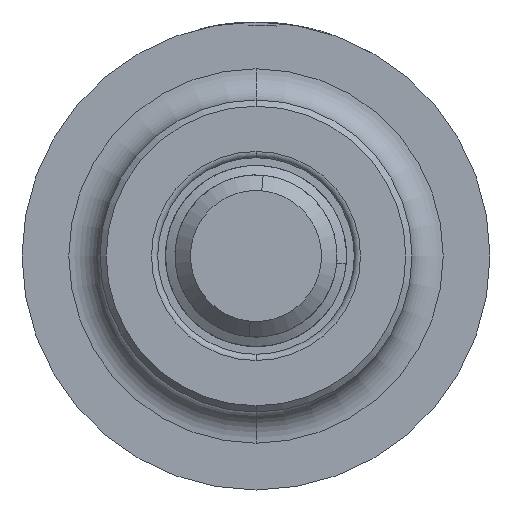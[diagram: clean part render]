
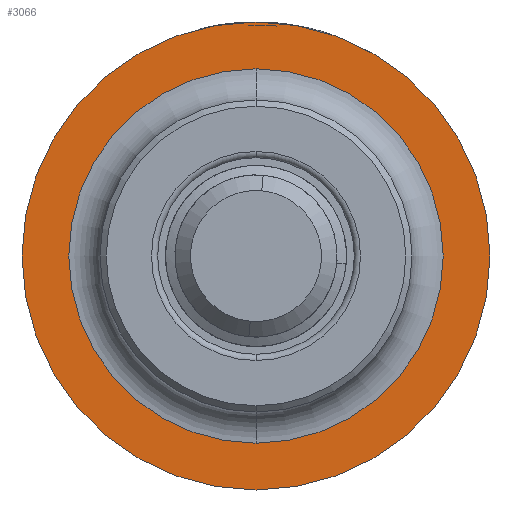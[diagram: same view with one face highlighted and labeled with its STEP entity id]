
A CAD part, front view. The second image highlights one B-rep face of the part: STEP entity #3066.
In plain terms, the highlighted planar face has unit normal (0, -1, 0).
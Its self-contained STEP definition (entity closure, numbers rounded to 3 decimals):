
#39 = DIRECTION ( 'NONE',  ( 0., -1., 0. ) ) ;
#184 = DIRECTION ( 'NONE',  ( 0., -1., 0. ) ) ;
#259 = AXIS2_PLACEMENT_3D ( 'NONE', #2580, #39, #5194 ) ;
#606 = EDGE_LOOP ( 'NONE', ( #2659, #3396 ) ) ;
#724 = EDGE_CURVE ( 'NONE', #1928, #4067, #1525, .T. ) ;
#824 = CIRCLE ( 'NONE', #1415, 6. ) ;
#976 = EDGE_LOOP ( 'NONE', ( #5493, #3954 ) ) ;
#1004 = EDGE_CURVE ( 'NONE', #4067, #1928, #2918, .T. ) ;
#1105 = CARTESIAN_POINT ( 'NONE',  ( 0., 12.42, 0. ) ) ;
#1257 = AXIS2_PLACEMENT_3D ( 'NONE', #1888, #5972, #2880 ) ;
#1415 = AXIS2_PLACEMENT_3D ( 'NONE', #6693, #5656, #5682 ) ;
#1525 = CIRCLE ( 'NONE', #6057, 7.5 ) ;
#1557 = EDGE_CURVE ( 'NONE', #5084, #5606, #4397, .T. ) ;
#1696 = DIRECTION ( 'NONE',  ( 0., 0., -1. ) ) ;
#1888 = CARTESIAN_POINT ( 'NONE',  ( 6., 12.42, 0. ) ) ;
#1928 = VERTEX_POINT ( 'NONE', #2693 ) ;
#2580 = CARTESIAN_POINT ( 'NONE',  ( 0., 12.42, 0. ) ) ;
#2659 = ORIENTED_EDGE ( 'NONE', *, *, #724, .T. ) ;
#2693 = CARTESIAN_POINT ( 'NONE',  ( 0., 12.42, -7.5 ) ) ;
#2803 = CARTESIAN_POINT ( 'NONE',  ( 0., 12.42, 6. ) ) ;
#2880 = DIRECTION ( 'NONE',  ( 0., 0., -1. ) ) ;
#2918 = CIRCLE ( 'NONE', #259, 7.5 ) ;
#3066 = ADVANCED_FACE ( 'NONE', ( #5436, #3913 ), #4429, .T. ) ;
#3396 = ORIENTED_EDGE ( 'NONE', *, *, #1004, .T. ) ;
#3654 = DIRECTION ( 'NONE',  ( 0., -1., 0. ) ) ;
#3761 = DIRECTION ( 'NONE',  ( 0., 0., -1. ) ) ;
#3913 = FACE_BOUND ( 'NONE', #976, .T. ) ;
#3954 = ORIENTED_EDGE ( 'NONE', *, *, #4620, .F. ) ;
#4067 = VERTEX_POINT ( 'NONE', #5325 ) ;
#4397 = CIRCLE ( 'NONE', #4782, 6. ) ;
#4429 = PLANE ( 'NONE',  #1257 ) ;
#4620 = EDGE_CURVE ( 'NONE', #5606, #5084, #824, .T. ) ;
#4782 = AXIS2_PLACEMENT_3D ( 'NONE', #6428, #184, #1696 ) ;
#5084 = VERTEX_POINT ( 'NONE', #6412 ) ;
#5194 = DIRECTION ( 'NONE',  ( 0., 0., -1. ) ) ;
#5325 = CARTESIAN_POINT ( 'NONE',  ( 0., 12.42, 7.5 ) ) ;
#5436 = FACE_OUTER_BOUND ( 'NONE', #606, .T. ) ;
#5493 = ORIENTED_EDGE ( 'NONE', *, *, #1557, .F. ) ;
#5606 = VERTEX_POINT ( 'NONE', #2803 ) ;
#5656 = DIRECTION ( 'NONE',  ( 0., -1., 0. ) ) ;
#5682 = DIRECTION ( 'NONE',  ( 0., 0., -1. ) ) ;
#5972 = DIRECTION ( 'NONE',  ( 0., -1., 0. ) ) ;
#6057 = AXIS2_PLACEMENT_3D ( 'NONE', #1105, #3654, #3761 ) ;
#6412 = CARTESIAN_POINT ( 'NONE',  ( 0., 12.42, -6. ) ) ;
#6428 = CARTESIAN_POINT ( 'NONE',  ( 0., 12.42, 0. ) ) ;
#6693 = CARTESIAN_POINT ( 'NONE',  ( 0., 12.42, 0. ) ) ;
